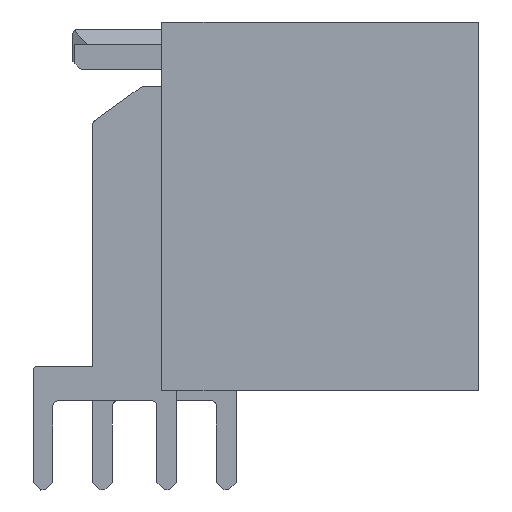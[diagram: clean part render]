
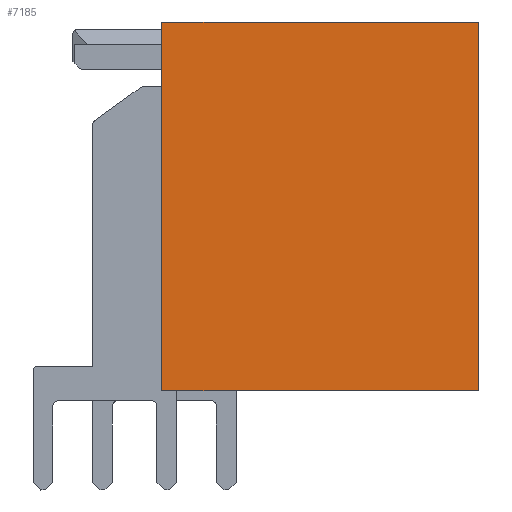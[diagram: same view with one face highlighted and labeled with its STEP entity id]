
A CAD part, front view. The second image highlights one B-rep face of the part: STEP entity #7185.
In plain terms, the highlighted planar face has unit normal (0, -1, 0).
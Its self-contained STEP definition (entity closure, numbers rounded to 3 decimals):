
#652=ORIENTED_EDGE('',*,*,#2687,.F.);
#653=ORIENTED_EDGE('',*,*,#2576,.F.);
#654=ORIENTED_EDGE('',*,*,#2688,.F.);
#655=ORIENTED_EDGE('',*,*,#2689,.F.);
#2576=EDGE_CURVE('',#3598,#3599,#4325,.T.);
#2687=EDGE_CURVE('',#3599,#3675,#4436,.T.);
#2688=EDGE_CURVE('',#3676,#3598,#4437,.T.);
#2689=EDGE_CURVE('',#3675,#3676,#4438,.T.);
#3598=VERTEX_POINT('',#10456);
#3599=VERTEX_POINT('',#10458);
#3675=VERTEX_POINT('',#10670);
#3676=VERTEX_POINT('',#10672);
#4325=LINE('',#10457,#5332);
#4436=LINE('',#10669,#5443);
#4437=LINE('',#10671,#5444);
#4438=LINE('',#10673,#5445);
#5332=VECTOR('',#8353,1000.);
#5443=VECTOR('',#8514,1000.);
#5444=VECTOR('',#8515,1000.);
#5445=VECTOR('',#8516,1000.);
#6089=EDGE_LOOP('',(#652,#653,#654,#655));
#6472=FACE_BOUND('',#6089,.T.);
#6847=PLANE('',#7595);
#7185=ADVANCED_FACE('',(#6472),#6847,.F.);
#7595=AXIS2_PLACEMENT_3D('',#10668,#8512,#8513);
#8353=DIRECTION('',(1.,0.,0.));
#8512=DIRECTION('',(0.,1.,0.));
#8513=DIRECTION('',(0.,0.,1.));
#8514=DIRECTION('',(0.,0.,-1.));
#8515=DIRECTION('',(0.,0.,1.));
#8516=DIRECTION('',(-1.,0.,0.));
#10456=CARTESIAN_POINT('',(-7.45,0.,6.4));
#10457=CARTESIAN_POINT('',(-7.45,0.,6.4));
#10458=CARTESIAN_POINT('',(7.45,0.,6.4));
#10668=CARTESIAN_POINT('',(0.,0.,0.));
#10669=CARTESIAN_POINT('',(7.45,0.,6.4));
#10670=CARTESIAN_POINT('',(7.45,0.,-6.4));
#10671=CARTESIAN_POINT('',(-7.45,0.,-6.4));
#10672=CARTESIAN_POINT('',(-7.45,0.,-6.4));
#10673=CARTESIAN_POINT('',(7.45,0.,-6.4));
